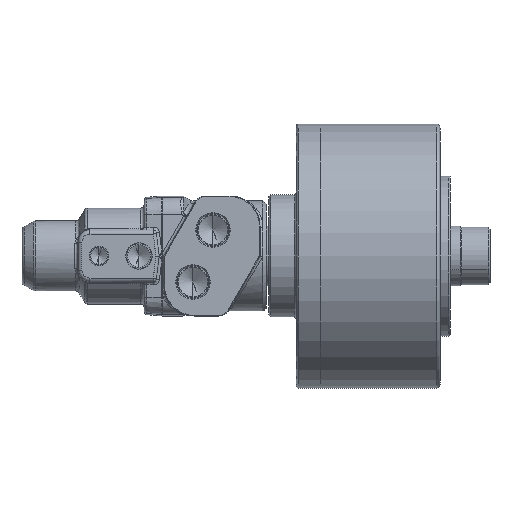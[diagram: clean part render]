
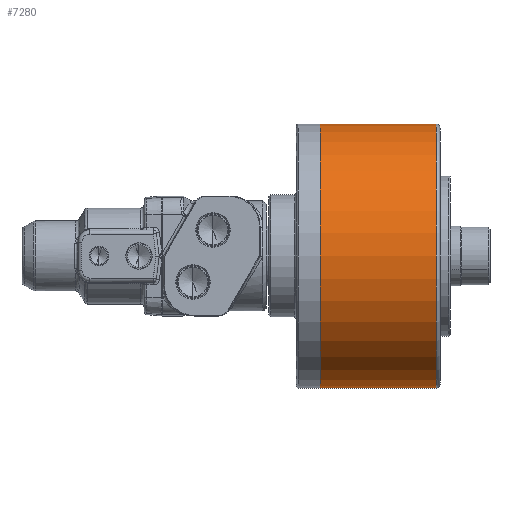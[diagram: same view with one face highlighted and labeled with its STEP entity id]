
A CAD part, front view. The second image highlights one B-rep face of the part: STEP entity #7280.
In plain terms, the highlighted cylindrical face has radius 66 mm (diameter 132 mm), a partial arc.
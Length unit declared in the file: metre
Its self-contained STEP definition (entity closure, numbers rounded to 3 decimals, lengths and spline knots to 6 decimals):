
#6461 = VERTEX_POINT ( 'NONE', #11900 ) ;
#6465 = VERTEX_POINT ( 'NONE', #11925 ) ;
#7166 = VERTEX_POINT ( 'NONE', #21054 ) ;
#7167 = VERTEX_POINT ( 'NONE', #21025 ) ;
#7185 = EDGE_CURVE ( 'NONE', #6465, #7166, #21032, .T. ) ;
#7246 = EDGE_CURVE ( 'NONE', #6461, #7167, #21157, .T. ) ;
#7263 = ORIENTED_EDGE ( 'NONE', *, *, #7185, .T. ) ;
#7268 = EDGE_LOOP ( 'NONE', ( #7274, #7396, #7263, #7304 ) ) ;
#7274 = ORIENTED_EDGE ( 'NONE', *, *, #7246, .F. ) ;
#7280 = ADVANCED_FACE ( 'NONE', ( #21217 ), #21228, .T. ) ;
#7281 = EDGE_CURVE ( 'NONE', #6461, #6465, #21234, .T. ) ;
#7282 = EDGE_CURVE ( 'NONE', #7167, #7166, #21207, .T. ) ;
#7304 = ORIENTED_EDGE ( 'NONE', *, *, #7282, .F. ) ;
#7396 = ORIENTED_EDGE ( 'NONE', *, *, #7281, .T. ) ;
#11900 = CARTESIAN_POINT ( 'NONE',  ( 0.058, 0., -0.066 ) ) ;
#11925 = CARTESIAN_POINT ( 'NONE',  ( 0.058, 0., 0.066 ) ) ;
#21025 = CARTESIAN_POINT ( 'NONE',  ( 0., 0., -0.066 ) ) ;
#21032 = LINE ( 'NONE', #21050, #21049 ) ;
#21048 = DIRECTION ( 'NONE',  ( -1., 0., 0. ) ) ;
#21049 = VECTOR ( 'NONE', #21048, 1. ) ;
#21050 = CARTESIAN_POINT ( 'NONE',  ( 0., 0., 0.066 ) ) ;
#21054 = CARTESIAN_POINT ( 'NONE',  ( 0., 0., 0.066 ) ) ;
#21147 = DIRECTION ( 'NONE',  ( -1., 0., 0. ) ) ;
#21155 = VECTOR ( 'NONE', #21147, 1. ) ;
#21156 = CARTESIAN_POINT ( 'NONE',  ( 0., 0., -0.066 ) ) ;
#21157 = LINE ( 'NONE', #21156, #21155 ) ;
#21207 = CIRCLE ( 'NONE', #21222, 0.066 ) ;
#21208 = CARTESIAN_POINT ( 'NONE',  ( 0.058, 0., 0. ) ) ;
#21212 = DIRECTION ( 'NONE',  ( 0., 0., 1. ) ) ;
#21213 = DIRECTION ( 'NONE',  ( -1., 0., 0. ) ) ;
#21214 = CARTESIAN_POINT ( 'NONE',  ( 0., 0., 0. ) ) ;
#21217 = FACE_OUTER_BOUND ( 'NONE', #7268, .T. ) ;
#21219 = DIRECTION ( 'NONE',  ( 0., 0., 1. ) ) ;
#21220 = DIRECTION ( 'NONE',  ( -1., 0., 0. ) ) ;
#21221 = CARTESIAN_POINT ( 'NONE',  ( 0., 0., 0. ) ) ;
#21222 = AXIS2_PLACEMENT_3D ( 'NONE', #21221, #21220, #21219 ) ;
#21227 = AXIS2_PLACEMENT_3D ( 'NONE', #21208, #21229, #21212 ) ;
#21228 = CYLINDRICAL_SURFACE ( 'NONE', #21233, 0.066 ) ;
#21229 = DIRECTION ( 'NONE',  ( -1., 0., 0. ) ) ;
#21233 = AXIS2_PLACEMENT_3D ( 'NONE', #21214, #21213, #21235 ) ;
#21234 = CIRCLE ( 'NONE', #21227, 0.066 ) ;
#21235 = DIRECTION ( 'NONE',  ( 0., 0., 1. ) ) ;
